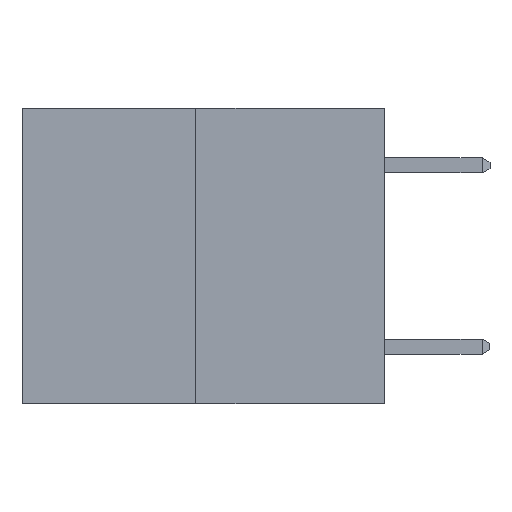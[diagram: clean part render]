
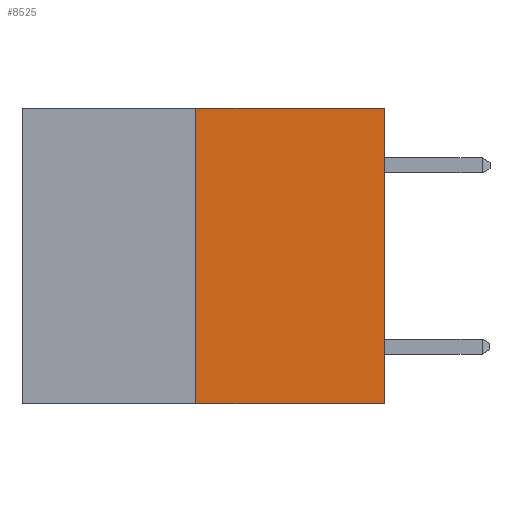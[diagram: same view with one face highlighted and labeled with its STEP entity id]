
A CAD part, left-side view. The second image highlights one B-rep face of the part: STEP entity #8525.
In plain terms, the highlighted planar face has unit normal (-1, 0, 0).
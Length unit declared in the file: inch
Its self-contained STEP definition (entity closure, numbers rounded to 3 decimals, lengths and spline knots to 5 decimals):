
#443 = VERTEX_POINT ( 'NONE', #5211 ) ;
#838 = DIRECTION ( 'NONE',  ( 0., -1., 0. ) ) ;
#1702 = DIRECTION ( 'NONE',  ( 1., 0., 0. ) ) ;
#1942 = CARTESIAN_POINT ( 'NONE',  ( 0., 0., 0. ) ) ;
#2038 = ORIENTED_EDGE ( 'NONE', *, *, #2886, .F. ) ;
#2235 = LINE ( 'NONE', #5185, #9334 ) ;
#2291 = DIRECTION ( 'NONE',  ( 0., -1., 0. ) ) ;
#2384 = CARTESIAN_POINT ( 'NONE',  ( 0., 0., 0. ) ) ;
#2563 = CARTESIAN_POINT ( 'NONE',  ( 0., 0.312, 0. ) ) ;
#2886 = EDGE_CURVE ( 'NONE', #16848, #3665, #14788, .T. ) ;
#3253 = CARTESIAN_POINT ( 'NONE',  ( 0., 0.312, -0.49 ) ) ;
#3665 = VERTEX_POINT ( 'NONE', #2563 ) ;
#3939 = CARTESIAN_POINT ( 'NONE',  ( 0., 0.312, -0.49 ) ) ;
#4206 = ORIENTED_EDGE ( 'NONE', *, *, #16126, .T. ) ;
#5185 = CARTESIAN_POINT ( 'NONE',  ( 0., 0.6, 0. ) ) ;
#5211 = CARTESIAN_POINT ( 'NONE',  ( 0., 0., -0.49 ) ) ;
#5269 = DIRECTION ( 'NONE',  ( 0., 0., 1. ) ) ;
#6240 = DIRECTION ( 'NONE',  ( 0., 0., -1. ) ) ;
#7056 = VERTEX_POINT ( 'NONE', #1942 ) ;
#7069 = LINE ( 'NONE', #2384, #14827 ) ;
#7454 = ORIENTED_EDGE ( 'NONE', *, *, #18014, .F. ) ;
#8525 = ADVANCED_FACE ( 'NONE', ( #9944 ), #9118, .F. ) ;
#9108 = DIRECTION ( 'NONE',  ( 0., 0., 1. ) ) ;
#9118 = PLANE ( 'NONE',  #18745 ) ;
#9334 = VECTOR ( 'NONE', #2291, 39.37008 ) ;
#9944 = FACE_OUTER_BOUND ( 'NONE', #14970, .T. ) ;
#10207 = EDGE_CURVE ( 'NONE', #443, #7056, #7069, .T. ) ;
#10731 = CARTESIAN_POINT ( 'NONE',  ( 0., 0.6, 0. ) ) ;
#11181 = CARTESIAN_POINT ( 'NONE',  ( 0., 0.6, -0.49 ) ) ;
#12430 = LINE ( 'NONE', #11181, #17151 ) ;
#14507 = ORIENTED_EDGE ( 'NONE', *, *, #10207, .T. ) ;
#14788 = LINE ( 'NONE', #3253, #15747 ) ;
#14827 = VECTOR ( 'NONE', #5269, 39.37008 ) ;
#14970 = EDGE_LOOP ( 'NONE', ( #2038, #4206, #14507, #7454 ) ) ;
#15747 = VECTOR ( 'NONE', #9108, 39.37008 ) ;
#16126 = EDGE_CURVE ( 'NONE', #16848, #443, #12430, .T. ) ;
#16848 = VERTEX_POINT ( 'NONE', #3939 ) ;
#17151 = VECTOR ( 'NONE', #838, 39.37008 ) ;
#18014 = EDGE_CURVE ( 'NONE', #3665, #7056, #2235, .T. ) ;
#18745 = AXIS2_PLACEMENT_3D ( 'NONE', #10731, #1702, #6240 ) ;
